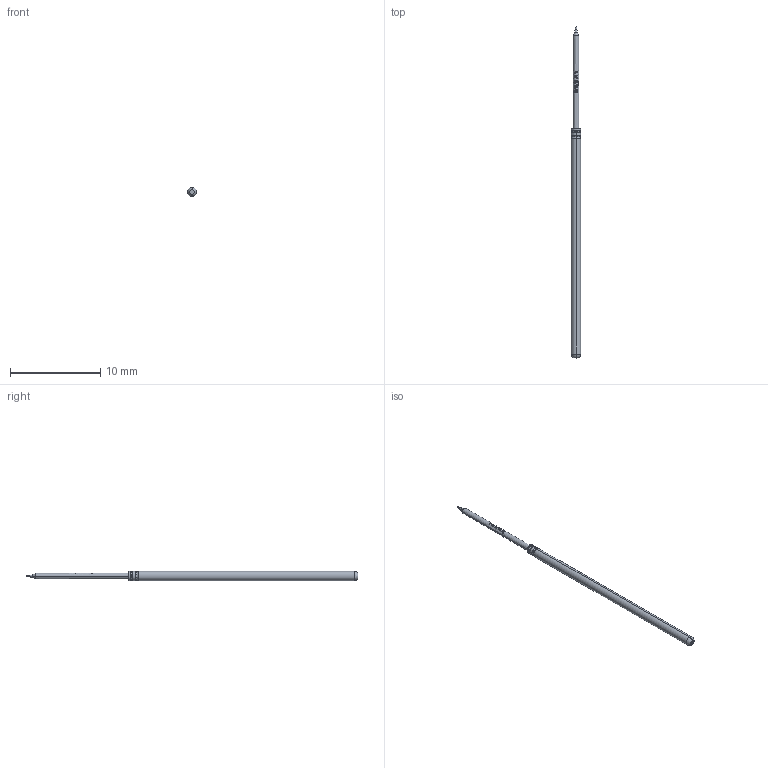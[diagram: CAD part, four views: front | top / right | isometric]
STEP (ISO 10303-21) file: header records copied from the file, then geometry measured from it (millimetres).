
FILE_DESCRIPTION (( 'STEP AP203' ), '1' );
FILE_NAME ('INGUN_E-035_270_026_E_xx00.STEP', '2021-08-26T08:50:20', ( 'ochi' ), ( '' ), 'SwSTEP 2.0', 'SolidWorks 2018', '' );
FILE_SCHEMA (( 'CONFIG_CONTROL_DESIGN' ));
Length unit declared in the file: millimetre
Products named in the file (1): INGUN_E-035_270_026_E_xx00
Bounding box: 1.02 x 36.8 x 1.02 mm (x, y, z)
Volume: 24 mm3; surface area: 104.4 mm2
Topology: 1 solids, 1 shells, 87 faces, 212 edges, 134 vertices
Faces by surface type: bspline 49, cone 17, torus 10, cylinder 8, plane 3
Entity records: 3645 total; most frequent: CARTESIAN_POINT 1959, ORIENTED_EDGE 424, EDGE_CURVE 212, DIRECTION 170, B_SPLINE_CURVE_WITH_KNOTS 156, VERTEX_POINT 134, EDGE_LOOP 94, FACE_OUTER_BOUND 87
